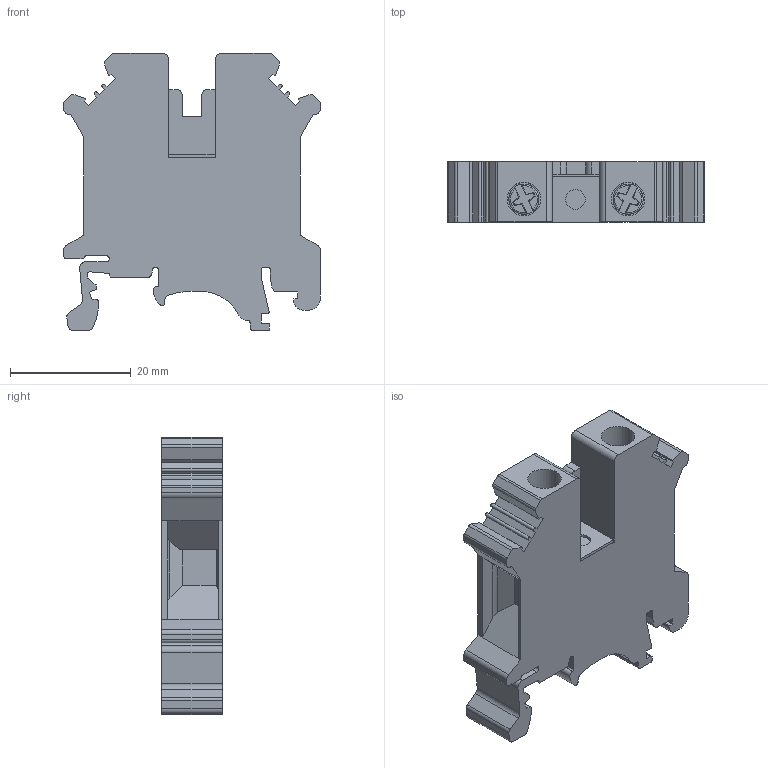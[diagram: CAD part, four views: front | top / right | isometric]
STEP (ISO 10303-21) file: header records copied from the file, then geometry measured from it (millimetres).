
FILE_DESCRIPTION(/* description */ ('Unknown'),/* implementation_level */ '2;1');
FILE_NAME(/* name */ 'UBT10_3D_SOLID',/* time_stamp */ '2024-12-04T14:52:31+05:00',/* author */ ('Unknown'),/* organization */ ('Unknown'),/* preprocessor_version */ 'ST-DEVELOPER v16.7',/* originating_system */ 'Solid Edge',/* authorisation */ 'Unknown');
FILE_SCHEMA (('AUTOMOTIVE_DESIGN {1 0 10303 214 3 1 1}'));
Length unit declared in the file: millimetre
Products named in the file (1): UBT10_3D_SOLID
Bounding box: 42.5 x 10 x 45.9 mm (x, y, z)
Volume: 12237.4 mm3; surface area: 6248.3 mm2
Topology: 1 solids, 1 shells, 222 faces, 632 edges, 419 vertices
Faces by surface type: plane 145, cylinder 69, torus 4, cone 4
Full cylindrical faces by diameter (mm): 3 x2, 3.242 x1, 5 x2, 5.55 x2
Entity records: 8692 total; most frequent: CARTESIAN_POINT 1273, ORIENTED_EDGE 1228, DIRECTION 1214, EDGE_CURVE 614, LINE 444, VECTOR 444, VERTEX_POINT 412, AXIS2_PLACEMENT_3D 385
